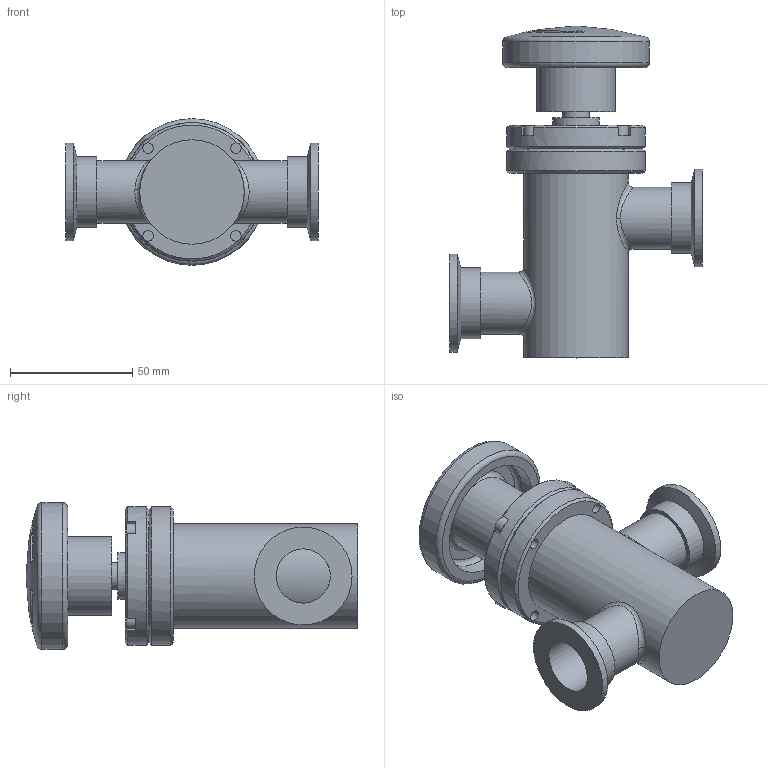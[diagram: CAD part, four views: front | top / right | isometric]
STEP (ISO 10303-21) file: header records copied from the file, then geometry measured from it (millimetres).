
FILE_DESCRIPTION( ( 'Unknown' ), '1' );
FILE_NAME( 'SL0100MVQF.stp', 'Unknown', ( 'Unknown' ), ( 'Unknown' ), 'PSStep 14.0', 'Unknown', ' ' );
FILE_SCHEMA( ( 'AUTOMOTIVE_DESIGN { 1 0 10303 214 1 1 1 1 }' ) );
Length unit declared in the file: millimetre
Products named in the file (1): Default
Bounding box: 103.2 x 135.8 x 60 mm (x, y, z)
Volume: 117115.3 mm3; surface area: 56567.7 mm2
Topology: 1 solids, 1 shells, 135 faces, 330 edges, 213 vertices
Faces by surface type: plane 82, cylinder 35, cone 9, bspline 4, torus 4, sphere 1
Full cylindrical faces by diameter (mm): 4.3 x4, 11 x1, 17.5 x1, 19 x1, 22.2 x2, 25.4 x2, 29 x2, 32 x1, 39.5 x1, 40 x2, 42.7 x1, 48 x1, 56.8 x2, 60 x1
Entity records: 6048 total; most frequent: CARTESIAN_POINT 1938, DIRECTION 632, ORIENTED_EDGE 574, EDGE_CURVE 287, AXIS2_PLACEMENT_3D 249, VERTEX_POINT 201, EDGE_LOOP 190, FACE_OUTER_BOUND 161
